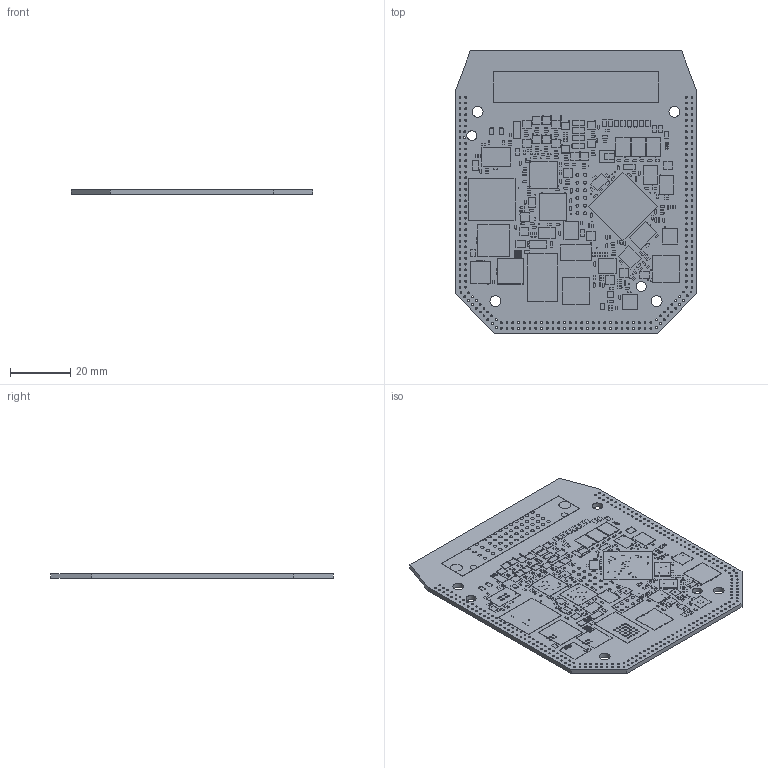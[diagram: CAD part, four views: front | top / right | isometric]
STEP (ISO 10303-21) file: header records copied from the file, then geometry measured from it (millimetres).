
FILE_DESCRIPTION(/* description */ (''),/* implementation_level */ '2;1');
FILE_NAME(/* name */ '896be7c0-40c0-44df-9c57-5f4bb813048e.stp',/* time_stamp */ '2022-12-06T11:02:56Z',/* author */ (''),/* organization */ (''),/* preprocessor_version */ 'ST-DEVELOPER v19.2',/* originating_system */ 'Autodesk Translation Framework v11.17.0.187',/* authorisation */ '');
FILE_SCHEMA (('AUTOMOTIVE_DESIGN { 1 0 10303 214 3 1 1 }'));
Length unit declared in the file: millimetre
Products named in the file (45): 896be7c0-40c0-44df-9c57-5f4bb813048e; PCB Component; Board; 100n; LM4041DIM3-1.2; 10k; 61R9; CJ125_32; SMBJ22A; gruen; B72530V1140S262; X322516MLB4SI; SS54; AO3400A; 120R; 1N4148; MPXH6400AC6T1; 22u; SJ_2; STM32F407VGT6; X50328MSB2GI; SN65HVD230; AMS1117-3.3; W25Q128JVSIQ; 2X06; 48P; 4u7; TC4424AVOA713; SRV05; MCP604ST; ATMEGA32M1-AU; MCP2551T-I/SN; PESD1CAN; LM2940; 220u; 100u; HR8825; SJ; Cmi201209u2r2kt; CP2102-GMR ...
Assembly tree (249 placements, depth 3):
  896be7c0-40c0-44df-9c57-5f4bb813048e
    PCB Component
      Board
      100n  x46
      LM4041DIM3-1.2
      10k  x113
      61R9
      CJ125_32
      SMBJ22A
      gruen  x3
      B72530V1140S262
      X322516MLB4SI
      SS54  x2
      AO3400A  x14
      120R  x13
      1N4148  x5
      MPXH6400AC6T1  x2
      22u  x3
      SJ_2
      STM32F407VGT6
      X50328MSB2GI
      SN65HVD230
      AMS1117-3.3
      W25Q128JVSIQ
      2X06
      48P
      4u7  x4
      TC4424AVOA713  x4
      SRV05  x5
      MCP604ST  x2
      ATMEGA32M1-AU
      MCP2551T-I/SN
      PESD1CAN
      LM2940
      220u
      100u
      HR8825
      SJ  x3
      Cmi201209u2r2kt
      CP2102-GMR
      NUF2221W1
      TS-1187A-B-A-B
      DM3CS-SF
      MAX9926
      2X04
Bounding box: 80 x 93.5 x 1.75 mm (x, y, z)
Volume: 11089.7 mm3; surface area: 22148.8 mm2
Topology: 248 solids, 248 shells, 2281 faces, 5355 edges, 3570 vertices
Faces by surface type: plane 1492, cylinder 789
Full cylindrical faces by diameter (mm): 0.305 x435, 0.6 x276, 1.016 x20, 1.15 x48, 2.2 x2, 3.3 x2, 3.6 x4, 4 x2
Entity records: 41336 total; most frequent: DIRECTION 7163, CARTESIAN_POINT 6170, ORIENTED_EDGE 5790, AXIS2_PLACEMENT_3D 2923, EDGE_CURVE 2895, EDGE_LOOP 2629, VERTEX_POINT 1930, FACE_BOUND 1578
